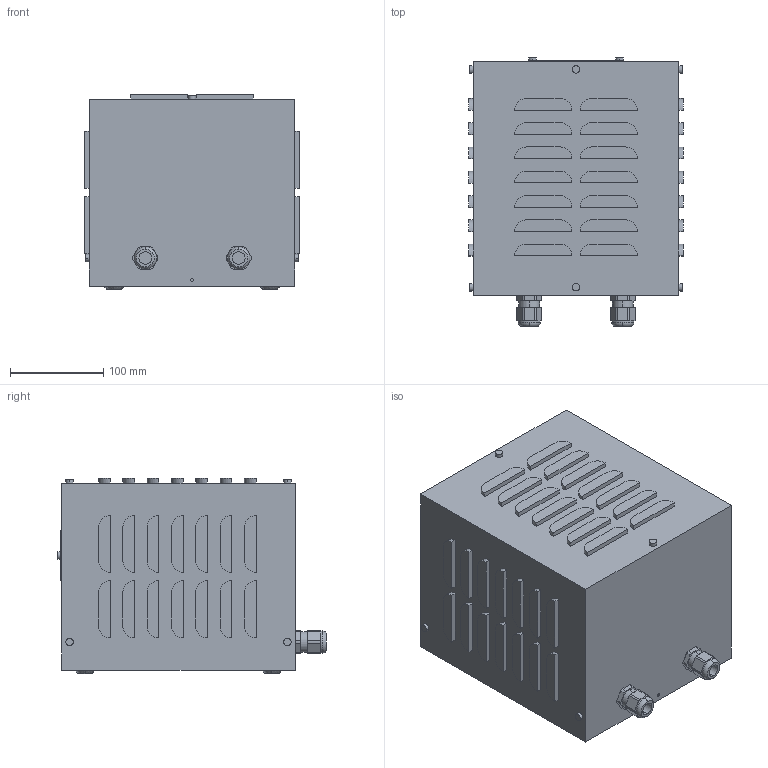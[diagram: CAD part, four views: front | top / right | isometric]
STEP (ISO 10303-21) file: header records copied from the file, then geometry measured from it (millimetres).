
FILE_DESCRIPTION (( 'STEP AP214' ), '1' );
FILE_NAME ('323622.STEP', '2020-12-14T13:30:34', ( '' ), ( '' ), 'SwSTEP 2.0', 'SolidWorks 2018', '' );
FILE_SCHEMA (( 'AUTOMOTIVE_DESIGN' ));
Length unit declared in the file: millimetre
Products named in the file (1): 323622
Bounding box: 230 x 287.1 x 208.7 mm (x, y, z)
Volume: 11183003.9 mm3; surface area: 341868.4 mm2
Topology: 3 solids, 3 shells, 414 faces, 978 edges, 644 vertices
Faces by surface type: plane 224, cylinder 178, bspline 8, torus 4
Entity records: 13182 total; most frequent: CARTESIAN_POINT 3261, DIRECTION 2144, ORIENTED_EDGE 1956, EDGE_CURVE 978, AXIS2_PLACEMENT_3D 783, VERTEX_POINT 644, VECTOR 578, LINE 578
